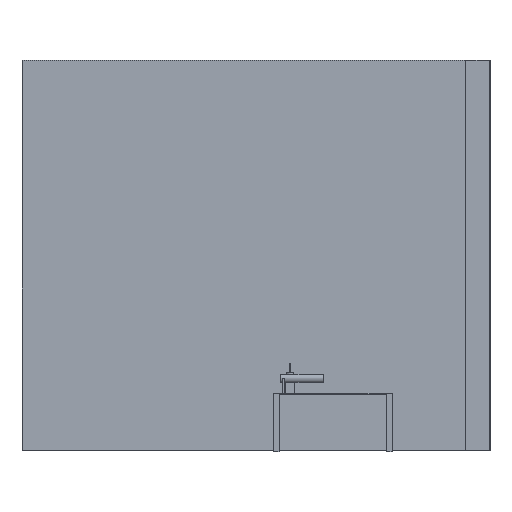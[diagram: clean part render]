
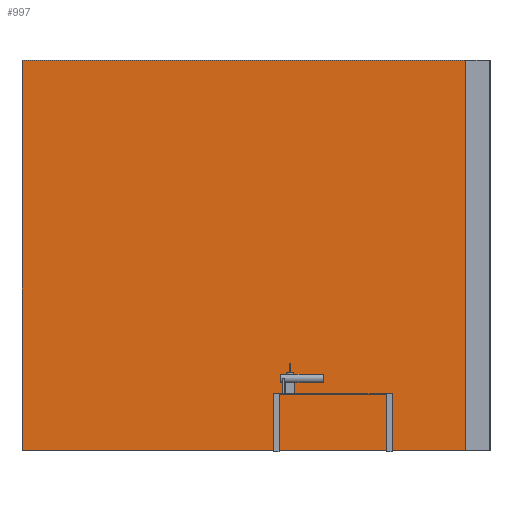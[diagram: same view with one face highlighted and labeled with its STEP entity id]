
A CAD part, front view. The second image highlights one B-rep face of the part: STEP entity #997.
In plain terms, the highlighted planar face has unit normal (0, -1, 0).
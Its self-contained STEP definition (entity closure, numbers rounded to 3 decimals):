
#195=FACE_OUTER_BOUND('',#253,.T.);
#253=EDGE_LOOP('',(#827,#828,#829,#830));
#345=LINE('',#1723,#446);
#349=LINE('',#1731,#450);
#352=LINE('',#1737,#453);
#355=LINE('',#1742,#456);
#446=VECTOR('',#1398,10.);
#450=VECTOR('',#1404,10.);
#453=VECTOR('',#1409,10.);
#456=VECTOR('',#1414,10.);
#528=VERTEX_POINT('',#1721);
#529=VERTEX_POINT('',#1722);
#532=VERTEX_POINT('',#1730);
#534=VERTEX_POINT('',#1736);
#627=EDGE_CURVE('',#528,#529,#345,.T.);
#631=EDGE_CURVE('',#529,#532,#349,.T.);
#634=EDGE_CURVE('',#532,#534,#352,.T.);
#637=EDGE_CURVE('',#534,#528,#355,.T.);
#827=ORIENTED_EDGE('',*,*,#637,.T.);
#828=ORIENTED_EDGE('',*,*,#627,.T.);
#829=ORIENTED_EDGE('',*,*,#631,.T.);
#830=ORIENTED_EDGE('',*,*,#634,.T.);
#946=PLANE('',#1182);
#997=ADVANCED_FACE('',(#195),#946,.F.);
#1182=AXIS2_PLACEMENT_3D('',#1745,#1418,#1419);
#1398=DIRECTION('',(0.,0.,1.));
#1404=DIRECTION('',(-1.,0.,0.));
#1409=DIRECTION('',(0.,0.,-1.));
#1414=DIRECTION('',(1.,0.,0.));
#1418=DIRECTION('center_axis',(0.,1.,0.));
#1419=DIRECTION('ref_axis',(1.,0.,0.));
#1721=CARTESIAN_POINT('',(75.,0.,-4925.));
#1722=CARTESIAN_POINT('',(75.,0.,75.));
#1723=CARTESIAN_POINT('',(75.,0.,-4925.));
#1730=CARTESIAN_POINT('',(-5925.,0.,75.));
#1731=CARTESIAN_POINT('',(75.,0.,75.));
#1736=CARTESIAN_POINT('',(-5925.,0.,-4925.));
#1737=CARTESIAN_POINT('',(-5925.,0.,75.));
#1742=CARTESIAN_POINT('',(-5925.,0.,-4925.));
#1745=CARTESIAN_POINT('Origin',(-2925.,0.,-2425.));
